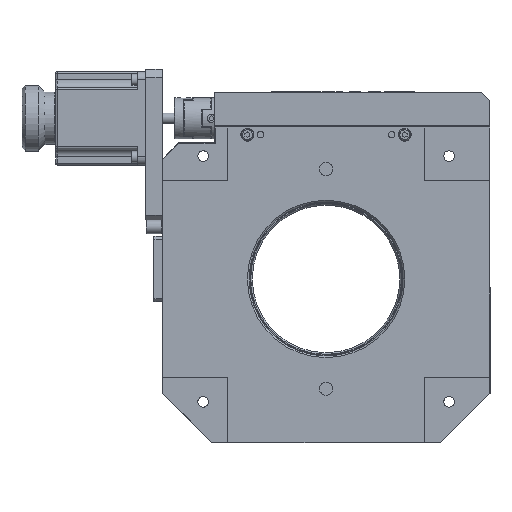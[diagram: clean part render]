
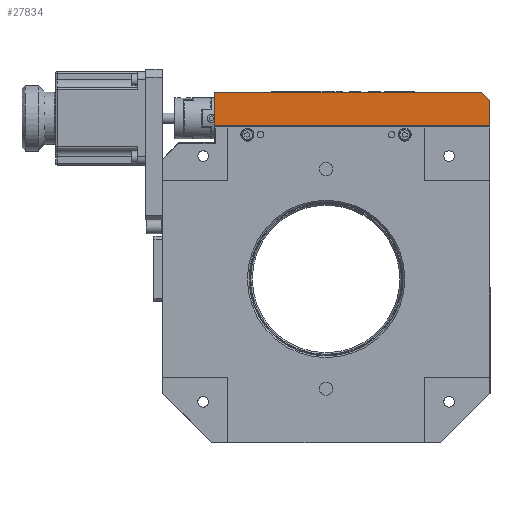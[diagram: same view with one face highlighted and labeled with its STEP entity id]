
A CAD part, front view. The second image highlights one B-rep face of the part: STEP entity #27834.
In plain terms, the highlighted planar face has unit normal (0, -1, 0).
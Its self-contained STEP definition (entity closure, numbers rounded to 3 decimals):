
#1343 = DIRECTION ( 'NONE',  ( 0., 0., 1. ) ) ;
#1511 = LINE ( 'NONE', #22170, #5445 ) ;
#2297 = EDGE_CURVE ( 'NONE', #27798, #10527, #24478, .T. ) ;
#3687 = CARTESIAN_POINT ( 'NONE',  ( 100., 0.5, 114. ) ) ;
#3946 = CARTESIAN_POINT ( 'NONE',  ( 100., 0.5, 109. ) ) ;
#4164 = CARTESIAN_POINT ( 'NONE',  ( -68., 0.5, 93.5 ) ) ;
#5287 = VECTOR ( 'NONE', #24227, 1000. ) ;
#5445 = VECTOR ( 'NONE', #9019, 1000. ) ;
#5720 = CARTESIAN_POINT ( 'NONE',  ( 100., 0.5, 93.5 ) ) ;
#5968 = LINE ( 'NONE', #12853, #5287 ) ;
#8090 = FACE_OUTER_BOUND ( 'NONE', #19243, .T. ) ;
#8367 = CARTESIAN_POINT ( 'NONE',  ( 100., 0.5, 93.5 ) ) ;
#8712 = EDGE_CURVE ( 'NONE', #10527, #20512, #5968, .T. ) ;
#9019 = DIRECTION ( 'NONE',  ( 0., 0., -1. ) ) ;
#9845 = ORIENTED_EDGE ( 'NONE', *, *, #17696, .T. ) ;
#10527 = VERTEX_POINT ( 'NONE', #4164 ) ;
#11279 = ORIENTED_EDGE ( 'NONE', *, *, #2297, .F. ) ;
#12853 = CARTESIAN_POINT ( 'NONE',  ( -68., 0.5, 114. ) ) ;
#12916 = DIRECTION ( 'NONE',  ( 0., 1., 0. ) ) ;
#13008 = ORIENTED_EDGE ( 'NONE', *, *, #23923, .T. ) ;
#15164 = VERTEX_POINT ( 'NONE', #3946 ) ;
#15364 = DIRECTION ( 'NONE',  ( -1., 0., 0. ) ) ;
#16692 = VERTEX_POINT ( 'NONE', #17444 ) ;
#16752 = EDGE_CURVE ( 'NONE', #15164, #27798, #1511, .T. ) ;
#17444 = CARTESIAN_POINT ( 'NONE',  ( 95., 0.5, 114. ) ) ;
#17696 = EDGE_CURVE ( 'NONE', #15164, #16692, #29038, .T. ) ;
#18013 = ORIENTED_EDGE ( 'NONE', *, *, #16752, .F. ) ;
#19243 = EDGE_LOOP ( 'NONE', ( #9845, #13008, #25143, #11279, #18013 ) ) ;
#19260 = CARTESIAN_POINT ( 'NONE',  ( 95., 0.5, 114. ) ) ;
#19273 = VECTOR ( 'NONE', #23862, 1000. ) ;
#20512 = VERTEX_POINT ( 'NONE', #27901 ) ;
#20777 = AXIS2_PLACEMENT_3D ( 'NONE', #8367, #12916, #1343 ) ;
#21520 = DIRECTION ( 'NONE',  ( -0.707, 0., 0.707 ) ) ;
#21980 = CARTESIAN_POINT ( 'NONE',  ( 100., 0.5, 93.5 ) ) ;
#22170 = CARTESIAN_POINT ( 'NONE',  ( 100., 0.5, 93.5 ) ) ;
#23061 = VECTOR ( 'NONE', #21520, 1000. ) ;
#23527 = PLANE ( 'NONE',  #20777 ) ;
#23862 = DIRECTION ( 'NONE',  ( -1., 0., 0. ) ) ;
#23923 = EDGE_CURVE ( 'NONE', #16692, #20512, #24947, .T. ) ;
#24227 = DIRECTION ( 'NONE',  ( 0., 0., 1. ) ) ;
#24478 = LINE ( 'NONE', #21980, #29030 ) ;
#24947 = LINE ( 'NONE', #3687, #19273 ) ;
#25143 = ORIENTED_EDGE ( 'NONE', *, *, #8712, .F. ) ;
#27798 = VERTEX_POINT ( 'NONE', #5720 ) ;
#27834 = ADVANCED_FACE ( 'NONE', ( #8090 ), #23527, .F. ) ;
#27901 = CARTESIAN_POINT ( 'NONE',  ( -68., 0.5, 114. ) ) ;
#29030 = VECTOR ( 'NONE', #15364, 1000. ) ;
#29038 = LINE ( 'NONE', #19260, #23061 ) ;
